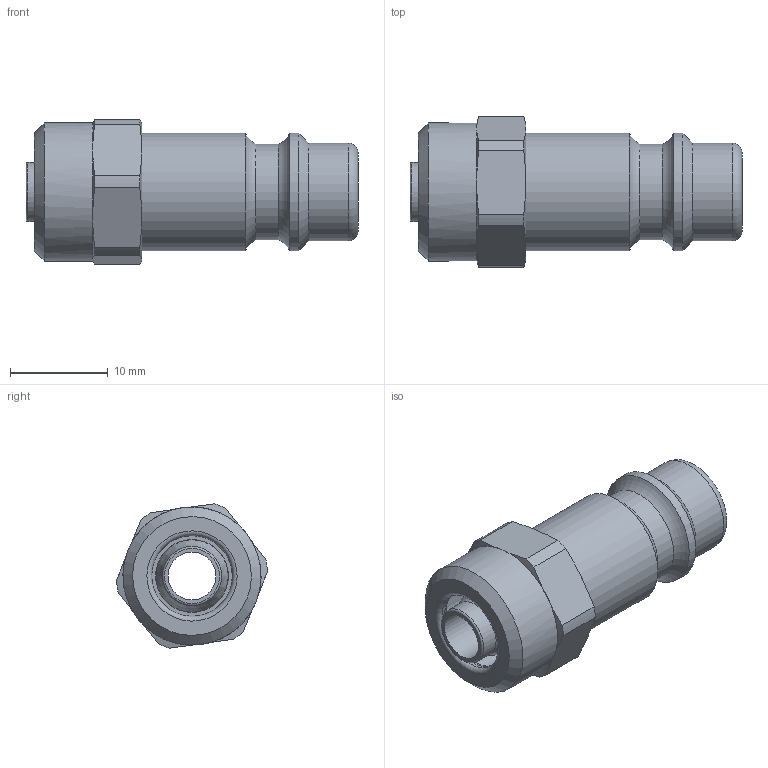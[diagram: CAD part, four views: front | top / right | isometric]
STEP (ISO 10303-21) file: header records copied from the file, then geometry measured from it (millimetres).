
FILE_DESCRIPTION((''),'2;1');
FILE_NAME('26sfko08mxn.stp','2012-02-15T08:05:02',('IA176480'),(''),'Autodesk Inventor 2011','Autodesk Inventor 2011','');
FILE_SCHEMA(('AUTOMOTIVE_DESIGN { 1 0 10303 214 1 1 1 1 }'));
Length unit declared in the file: millimetre
Products named in the file (3): D102975; D102672; D102238
Assembly tree (2 placements, depth 2):
  D102975
    D102672
    D102238
Bounding box: 34 x 15.47 x 14.79 mm (x, y, z)
Volume: 2338.4 mm3; surface area: 3034.2 mm2
Topology: 2 solids, 2 shells, 64 faces, 134 edges, 76 vertices
Faces by surface type: cone 20, plane 18, cylinder 18, torus 8
Full cylindrical faces by diameter (mm): 4.9 x1, 6.05 x1, 6.7 x1, 7.85 x1, 8.25 x1, 9.75 x1, 10 x1, 10.6 x1, 10.92 x1, 12 x2, 14.15 x1
Entity records: 1607 total; most frequent: CARTESIAN_POINT 297, DIRECTION 282, ORIENTED_EDGE 210, AXIS2_PLACEMENT_3D 132, EDGE_CURVE 105, EDGE_LOOP 98, VERTEX_POINT 75, FACE_OUTER_BOUND 64
